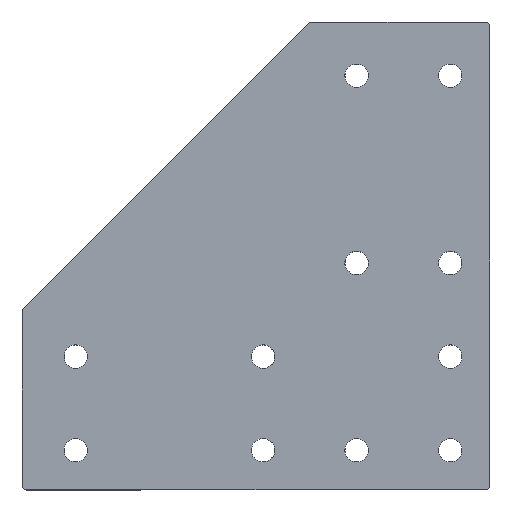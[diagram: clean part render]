
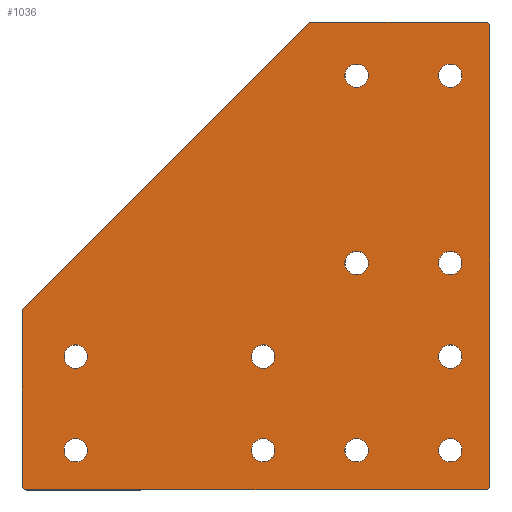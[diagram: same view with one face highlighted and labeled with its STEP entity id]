
A CAD part, top view. The second image highlights one B-rep face of the part: STEP entity #1036.
In plain terms, the highlighted planar face has unit normal (0, 0, 1).
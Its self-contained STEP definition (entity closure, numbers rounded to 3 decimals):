
#52=FACE_BOUND('',#243,.T.);
#53=FACE_BOUND('',#244,.T.);
#54=FACE_BOUND('',#245,.T.);
#55=FACE_BOUND('',#246,.T.);
#56=FACE_BOUND('',#247,.T.);
#57=FACE_BOUND('',#248,.T.);
#58=FACE_BOUND('',#249,.T.);
#59=FACE_BOUND('',#250,.T.);
#60=FACE_BOUND('',#251,.T.);
#61=FACE_BOUND('',#252,.T.);
#62=FACE_BOUND('',#253,.T.);
#74=LINE('',#1803,#115);
#75=LINE('',#1807,#116);
#76=LINE('',#1811,#117);
#77=LINE('',#1815,#118);
#78=LINE('',#1818,#119);
#115=VECTOR('',#1412,10.);
#116=VECTOR('',#1415,10.);
#117=VECTOR('',#1418,10.);
#118=VECTOR('',#1421,10.);
#119=VECTOR('',#1424,10.);
#146=PLANE('',#1157);
#166=FACE_OUTER_BOUND('',#242,.T.);
#242=EDGE_LOOP('',(#759,#760,#761,#762,#763,#764,#765,#766,#767,#768));
#243=EDGE_LOOP('',(#769));
#244=EDGE_LOOP('',(#770));
#245=EDGE_LOOP('',(#771));
#246=EDGE_LOOP('',(#772));
#247=EDGE_LOOP('',(#773));
#248=EDGE_LOOP('',(#774));
#249=EDGE_LOOP('',(#775));
#250=EDGE_LOOP('',(#776));
#251=EDGE_LOOP('',(#777));
#252=EDGE_LOOP('',(#778));
#253=EDGE_LOOP('',(#779));
#344=CIRCLE('',#1155,5.01);
#346=CIRCLE('',#1158,1.99);
#347=CIRCLE('',#1159,1.99);
#348=CIRCLE('',#1160,1.99);
#349=CIRCLE('',#1161,1.99);
#350=CIRCLE('',#1162,1.99);
#351=CIRCLE('',#1163,5.01);
#352=CIRCLE('',#1164,5.01);
#353=CIRCLE('',#1165,5.01);
#354=CIRCLE('',#1166,5.01);
#355=CIRCLE('',#1167,5.01);
#356=CIRCLE('',#1168,5.01);
#357=CIRCLE('',#1169,5.01);
#358=CIRCLE('',#1170,5.01);
#359=CIRCLE('',#1171,5.01);
#360=CIRCLE('',#1172,5.01);
#460=VERTEX_POINT('',#1795);
#461=VERTEX_POINT('',#1799);
#462=VERTEX_POINT('',#1800);
#463=VERTEX_POINT('',#1802);
#464=VERTEX_POINT('',#1804);
#465=VERTEX_POINT('',#1806);
#466=VERTEX_POINT('',#1808);
#467=VERTEX_POINT('',#1810);
#468=VERTEX_POINT('',#1812);
#469=VERTEX_POINT('',#1814);
#470=VERTEX_POINT('',#1816);
#471=VERTEX_POINT('',#1819);
#472=VERTEX_POINT('',#1821);
#473=VERTEX_POINT('',#1823);
#474=VERTEX_POINT('',#1825);
#475=VERTEX_POINT('',#1827);
#476=VERTEX_POINT('',#1829);
#477=VERTEX_POINT('',#1831);
#478=VERTEX_POINT('',#1833);
#479=VERTEX_POINT('',#1835);
#480=VERTEX_POINT('',#1837);
#567=EDGE_CURVE('',#460,#460,#344,.T.);
#569=EDGE_CURVE('',#461,#462,#346,.T.);
#570=EDGE_CURVE('',#463,#461,#74,.T.);
#571=EDGE_CURVE('',#464,#463,#347,.T.);
#572=EDGE_CURVE('',#465,#464,#75,.T.);
#573=EDGE_CURVE('',#466,#465,#348,.T.);
#574=EDGE_CURVE('',#467,#466,#76,.T.);
#575=EDGE_CURVE('',#468,#467,#349,.T.);
#576=EDGE_CURVE('',#469,#468,#77,.T.);
#577=EDGE_CURVE('',#470,#469,#350,.T.);
#578=EDGE_CURVE('',#462,#470,#78,.T.);
#579=EDGE_CURVE('',#471,#471,#351,.T.);
#580=EDGE_CURVE('',#472,#472,#352,.T.);
#581=EDGE_CURVE('',#473,#473,#353,.T.);
#582=EDGE_CURVE('',#474,#474,#354,.T.);
#583=EDGE_CURVE('',#475,#475,#355,.T.);
#584=EDGE_CURVE('',#476,#476,#356,.T.);
#585=EDGE_CURVE('',#477,#477,#357,.T.);
#586=EDGE_CURVE('',#478,#478,#358,.T.);
#587=EDGE_CURVE('',#479,#479,#359,.T.);
#588=EDGE_CURVE('',#480,#480,#360,.T.);
#759=ORIENTED_EDGE('',*,*,#569,.F.);
#760=ORIENTED_EDGE('',*,*,#570,.F.);
#761=ORIENTED_EDGE('',*,*,#571,.F.);
#762=ORIENTED_EDGE('',*,*,#572,.F.);
#763=ORIENTED_EDGE('',*,*,#573,.F.);
#764=ORIENTED_EDGE('',*,*,#574,.F.);
#765=ORIENTED_EDGE('',*,*,#575,.F.);
#766=ORIENTED_EDGE('',*,*,#576,.F.);
#767=ORIENTED_EDGE('',*,*,#577,.F.);
#768=ORIENTED_EDGE('',*,*,#578,.F.);
#769=ORIENTED_EDGE('',*,*,#579,.F.);
#770=ORIENTED_EDGE('',*,*,#580,.F.);
#771=ORIENTED_EDGE('',*,*,#581,.F.);
#772=ORIENTED_EDGE('',*,*,#582,.F.);
#773=ORIENTED_EDGE('',*,*,#583,.F.);
#774=ORIENTED_EDGE('',*,*,#584,.F.);
#775=ORIENTED_EDGE('',*,*,#585,.F.);
#776=ORIENTED_EDGE('',*,*,#586,.F.);
#777=ORIENTED_EDGE('',*,*,#587,.F.);
#778=ORIENTED_EDGE('',*,*,#588,.F.);
#779=ORIENTED_EDGE('',*,*,#567,.F.);
#1036=ADVANCED_FACE('',(#166,#52,#53,#54,#55,#56,#57,#58,#59,#60,#61,#62),
#146,.T.);
#1155=AXIS2_PLACEMENT_3D('',#1796,#1404,#1405);
#1157=AXIS2_PLACEMENT_3D('',#1798,#1408,#1409);
#1158=AXIS2_PLACEMENT_3D('',#1801,#1410,#1411);
#1159=AXIS2_PLACEMENT_3D('',#1805,#1413,#1414);
#1160=AXIS2_PLACEMENT_3D('',#1809,#1416,#1417);
#1161=AXIS2_PLACEMENT_3D('',#1813,#1419,#1420);
#1162=AXIS2_PLACEMENT_3D('',#1817,#1422,#1423);
#1163=AXIS2_PLACEMENT_3D('',#1820,#1425,#1426);
#1164=AXIS2_PLACEMENT_3D('',#1822,#1427,#1428);
#1165=AXIS2_PLACEMENT_3D('',#1824,#1429,#1430);
#1166=AXIS2_PLACEMENT_3D('',#1826,#1431,#1432);
#1167=AXIS2_PLACEMENT_3D('',#1828,#1433,#1434);
#1168=AXIS2_PLACEMENT_3D('',#1830,#1435,#1436);
#1169=AXIS2_PLACEMENT_3D('',#1832,#1437,#1438);
#1170=AXIS2_PLACEMENT_3D('',#1834,#1439,#1440);
#1171=AXIS2_PLACEMENT_3D('',#1836,#1441,#1442);
#1172=AXIS2_PLACEMENT_3D('',#1838,#1443,#1444);
#1404=DIRECTION('center_axis',(0.,0.,1.));
#1405=DIRECTION('ref_axis',(-1.,0.,0.));
#1408=DIRECTION('center_axis',(0.,0.,1.));
#1409=DIRECTION('ref_axis',(1.,0.,0.));
#1410=DIRECTION('center_axis',(0.,0.,-1.));
#1411=DIRECTION('ref_axis',(0.707,0.707,0.));
#1412=DIRECTION('',(1.,0.,0.));
#1413=DIRECTION('center_axis',(0.,0.,-1.));
#1414=DIRECTION('ref_axis',(-0.383,0.924,0.));
#1415=DIRECTION('',(0.707,0.707,0.));
#1416=DIRECTION('center_axis',(0.,0.,-1.));
#1417=DIRECTION('ref_axis',(-0.924,0.383,0.));
#1418=DIRECTION('',(0.,1.,0.));
#1419=DIRECTION('center_axis',(0.,0.,-1.));
#1420=DIRECTION('ref_axis',(-0.707,-0.707,0.));
#1421=DIRECTION('',(-1.,0.,0.));
#1422=DIRECTION('center_axis',(0.,0.,-1.));
#1423=DIRECTION('ref_axis',(0.707,-0.707,0.));
#1424=DIRECTION('',(0.,-1.,0.));
#1425=DIRECTION('center_axis',(0.,0.,1.));
#1426=DIRECTION('ref_axis',(-1.,0.,0.));
#1427=DIRECTION('center_axis',(0.,0.,1.));
#1428=DIRECTION('ref_axis',(-1.,0.,0.));
#1429=DIRECTION('center_axis',(0.,0.,1.));
#1430=DIRECTION('ref_axis',(-1.,0.,0.));
#1431=DIRECTION('center_axis',(0.,0.,1.));
#1432=DIRECTION('ref_axis',(-1.,0.,0.));
#1433=DIRECTION('center_axis',(0.,0.,1.));
#1434=DIRECTION('ref_axis',(-1.,0.,0.));
#1435=DIRECTION('center_axis',(0.,0.,1.));
#1436=DIRECTION('ref_axis',(-1.,0.,0.));
#1437=DIRECTION('center_axis',(0.,0.,1.));
#1438=DIRECTION('ref_axis',(-1.,0.,0.));
#1439=DIRECTION('center_axis',(0.,0.,1.));
#1440=DIRECTION('ref_axis',(-1.,0.,0.));
#1441=DIRECTION('center_axis',(0.,0.,1.));
#1442=DIRECTION('ref_axis',(-1.,0.,0.));
#1443=DIRECTION('center_axis',(0.,0.,1.));
#1444=DIRECTION('ref_axis',(-1.,0.,0.));
#1795=CARTESIAN_POINT('',(-171.99,17.,3.));
#1796=CARTESIAN_POINT('Origin',(-177.,17.,3.));
#1798=CARTESIAN_POINT('Origin',(-85.798,85.798,3.));
#1799=CARTESIAN_POINT('',(-2.,199.99,3.));
#1800=CARTESIAN_POINT('',(-0.01,198.,3.));
#1801=CARTESIAN_POINT('Origin',(-2.,198.,3.));
#1802=CARTESIAN_POINT('',(-76.172,199.99,3.));
#1803=CARTESIAN_POINT('',(-81.399,199.99,3.));
#1804=CARTESIAN_POINT('',(-77.579,199.407,3.));
#1805=CARTESIAN_POINT('Origin',(-76.172,198.,3.));
#1806=CARTESIAN_POINT('',(-199.407,77.579,3.));
#1807=CARTESIAN_POINT('',(-169.243,107.743,3.));
#1808=CARTESIAN_POINT('',(-199.99,76.172,3.));
#1809=CARTESIAN_POINT('Origin',(-198.,76.172,3.));
#1810=CARTESIAN_POINT('',(-199.99,2.,3.));
#1811=CARTESIAN_POINT('',(-199.99,42.899,3.));
#1812=CARTESIAN_POINT('',(-198.,0.01,3.));
#1813=CARTESIAN_POINT('Origin',(-198.,2.,3.));
#1814=CARTESIAN_POINT('',(-2.,0.01,3.));
#1815=CARTESIAN_POINT('',(-42.899,0.01,3.));
#1816=CARTESIAN_POINT('',(-0.01,2.,3.));
#1817=CARTESIAN_POINT('Origin',(-2.,2.,3.));
#1818=CARTESIAN_POINT('',(-0.01,142.899,3.));
#1819=CARTESIAN_POINT('',(-171.99,57.,3.));
#1820=CARTESIAN_POINT('Origin',(-177.,57.,3.));
#1821=CARTESIAN_POINT('',(-51.99,97.,3.));
#1822=CARTESIAN_POINT('Origin',(-57.,97.,3.));
#1823=CARTESIAN_POINT('',(-51.99,177.,3.));
#1824=CARTESIAN_POINT('Origin',(-57.,177.,3.));
#1825=CARTESIAN_POINT('',(-11.99,17.,3.));
#1826=CARTESIAN_POINT('Origin',(-17.,17.,3.));
#1827=CARTESIAN_POINT('',(-91.99,57.,3.));
#1828=CARTESIAN_POINT('Origin',(-97.,57.,3.));
#1829=CARTESIAN_POINT('',(-91.99,17.,3.));
#1830=CARTESIAN_POINT('Origin',(-97.,17.,3.));
#1831=CARTESIAN_POINT('',(-51.99,17.,3.));
#1832=CARTESIAN_POINT('Origin',(-57.,17.,3.));
#1833=CARTESIAN_POINT('',(-11.99,97.,3.));
#1834=CARTESIAN_POINT('Origin',(-17.,97.,3.));
#1835=CARTESIAN_POINT('',(-11.99,177.,3.));
#1836=CARTESIAN_POINT('Origin',(-17.,177.,3.));
#1837=CARTESIAN_POINT('',(-11.99,57.,3.));
#1838=CARTESIAN_POINT('Origin',(-17.,57.,3.));
